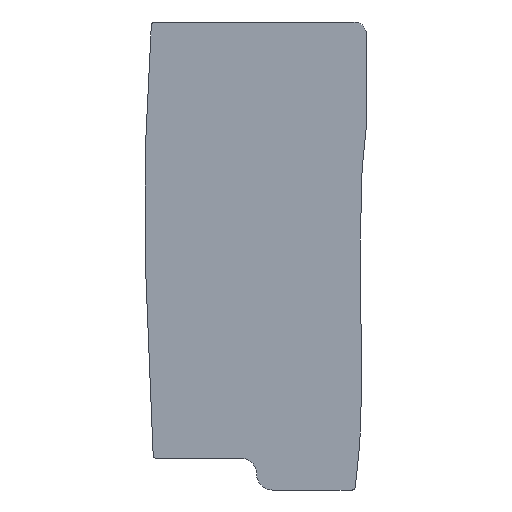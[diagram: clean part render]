
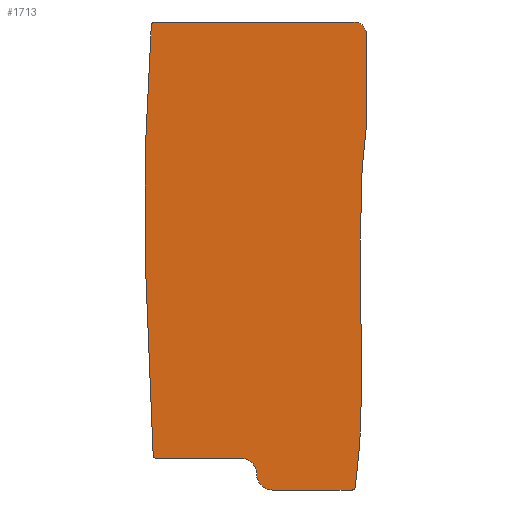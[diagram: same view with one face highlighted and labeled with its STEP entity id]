
A CAD part, front view. The second image highlights one B-rep face of the part: STEP entity #1713.
In plain terms, the highlighted planar face has unit normal (0, -1, 0).
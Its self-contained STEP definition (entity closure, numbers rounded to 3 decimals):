
#21=B_SPLINE_CURVE_WITH_KNOTS('',3,(#2861,#2862,#2863,#2864,#2865,#2866),
 .UNSPECIFIED.,.F.,.F.,(4,2,4),(-6.342,-5.026,-0.09),
 .UNSPECIFIED.);
#22=B_SPLINE_CURVE_WITH_KNOTS('',3,(#2873,#2874,#2875,#2876,#2877,#2878),
 .UNSPECIFIED.,.F.,.F.,(4,2,4),(-7.051,-3.468,-0.329),
 .UNSPECIFIED.);
#81=PLANE('',#1874);
#168=FACE_OUTER_BOUND('',#260,.T.);
#260=EDGE_LOOP('',(#1551,#1552,#1553,#1554,#1555,#1556,#1557,#1558,#1559,
#1560,#1561,#1562,#1563));
#332=LINE('',#2605,#520);
#392=LINE('',#2741,#580);
#448=LINE('',#2858,#636);
#449=LINE('',#2868,#637);
#450=LINE('',#2881,#638);
#520=VECTOR('',#2079,10.);
#580=VECTOR('',#2213,10.);
#636=VECTOR('',#2331,10.);
#637=VECTOR('',#2334,10.);
#638=VECTOR('',#2341,10.);
#682=CIRCLE('',#1804,2.48);
#683=CIRCLE('',#1807,2.48);
#692=CIRCLE('',#1872,0.5);
#693=CIRCLE('',#1875,2.);
#694=CIRCLE('',#1876,0.5);
#695=CIRCLE('',#1877,0.5);
#781=VERTEX_POINT('',#2598);
#782=VERTEX_POINT('',#2600);
#783=VERTEX_POINT('',#2604);
#784=VERTEX_POINT('',#2608);
#821=VERTEX_POINT('',#2738);
#822=VERTEX_POINT('',#2740);
#851=VERTEX_POINT('',#2852);
#852=VERTEX_POINT('',#2854);
#853=VERTEX_POINT('',#2860);
#854=VERTEX_POINT('',#2867);
#855=VERTEX_POINT('',#2870);
#856=VERTEX_POINT('',#2872);
#857=VERTEX_POINT('',#2879);
#965=EDGE_CURVE('',#781,#782,#682,.T.);
#967=EDGE_CURVE('',#782,#783,#332,.T.);
#969=EDGE_CURVE('',#783,#784,#683,.T.);
#1035=EDGE_CURVE('',#821,#822,#392,.T.);
#1091=EDGE_CURVE('',#851,#852,#692,.T.);
#1093=EDGE_CURVE('',#852,#781,#448,.T.);
#1094=EDGE_CURVE('',#853,#851,#21,.T.);
#1095=EDGE_CURVE('',#854,#853,#449,.T.);
#1096=EDGE_CURVE('',#822,#854,#693,.T.);
#1097=EDGE_CURVE('',#855,#821,#694,.T.);
#1098=EDGE_CURVE('',#856,#855,#22,.T.);
#1099=EDGE_CURVE('',#857,#856,#695,.T.);
#1100=EDGE_CURVE('',#784,#857,#450,.T.);
#1551=ORIENTED_EDGE('',*,*,#965,.F.);
#1552=ORIENTED_EDGE('',*,*,#1093,.F.);
#1553=ORIENTED_EDGE('',*,*,#1091,.F.);
#1554=ORIENTED_EDGE('',*,*,#1094,.F.);
#1555=ORIENTED_EDGE('',*,*,#1095,.F.);
#1556=ORIENTED_EDGE('',*,*,#1096,.F.);
#1557=ORIENTED_EDGE('',*,*,#1035,.F.);
#1558=ORIENTED_EDGE('',*,*,#1097,.F.);
#1559=ORIENTED_EDGE('',*,*,#1098,.F.);
#1560=ORIENTED_EDGE('',*,*,#1099,.F.);
#1561=ORIENTED_EDGE('',*,*,#1100,.F.);
#1562=ORIENTED_EDGE('',*,*,#969,.F.);
#1563=ORIENTED_EDGE('',*,*,#967,.F.);
#1713=ADVANCED_FACE('',(#168),#81,.T.);
#1804=AXIS2_PLACEMENT_3D('',#2601,#2074,#2075);
#1807=AXIS2_PLACEMENT_3D('',#2609,#2083,#2084);
#1872=AXIS2_PLACEMENT_3D('',#2855,#2326,#2327);
#1874=AXIS2_PLACEMENT_3D('',#2859,#2332,#2333);
#1875=AXIS2_PLACEMENT_3D('',#2869,#2335,#2336);
#1876=AXIS2_PLACEMENT_3D('',#2871,#2337,#2338);
#1877=AXIS2_PLACEMENT_3D('',#2880,#2339,#2340);
#2074=DIRECTION('center_axis',(0.,1.,0.));
#2075=DIRECTION('ref_axis',(-0.707,0.,-0.707));
#2079=DIRECTION('',(0.,0.,1.));
#2083=DIRECTION('center_axis',(0.,-1.,0.));
#2084=DIRECTION('ref_axis',(0.707,0.,0.707));
#2213=DIRECTION('',(1.,0.,0.));
#2326=DIRECTION('center_axis',(0.,1.,0.));
#2327=DIRECTION('ref_axis',(0.,0.,
-1.));
#2331=DIRECTION('',(-1.,0.,0.));
#2332=DIRECTION('center_axis',(0.,-1.,0.));
#2333=DIRECTION('ref_axis',(0.,0.,-1.));
#2334=DIRECTION('',(0.,0.,-1.));
#2335=DIRECTION('center_axis',(0.,1.,0.));
#2336=DIRECTION('ref_axis',(0.707,0.,0.707));
#2337=DIRECTION('center_axis',(0.,1.,0.));
#2338=DIRECTION('ref_axis',(0.,0.,1.));
#2339=DIRECTION('center_axis',(0.,1.,0.));
#2340=DIRECTION('ref_axis',(-0.998,0.,-0.061));
#2341=DIRECTION('',(-1.,0.,0.));
#2598=CARTESIAN_POINT('',(-14.887,0.,-74.));
#2600=CARTESIAN_POINT('',(-17.367,0.,-71.52));
#2601=CARTESIAN_POINT('Origin',(-14.887,0.,-71.52));
#2604=CARTESIAN_POINT('',(-17.367,0.,-71.48));
#2605=CARTESIAN_POINT('',(-17.367,0.,-74.));
#2608=CARTESIAN_POINT('',(-19.847,0.,-69.));
#2609=CARTESIAN_POINT('Origin',(-19.847,0.,-71.48));
#2738=CARTESIAN_POINT('',(-33.538,0.,0.));
#2740=CARTESIAN_POINT('',(-2.,0.,0.));
#2741=CARTESIAN_POINT('',(-34.,0.,0.));
#2852=CARTESIAN_POINT('',(-1.798,0.,-73.578));
#2854=CARTESIAN_POINT('',(-2.292,0.,-74.));
#2855=CARTESIAN_POINT('Origin',(-2.292,0.,
-73.5));
#2858=CARTESIAN_POINT('',(-1.867,0.,-74.));
#2859=CARTESIAN_POINT('Origin',(-16.814,0.,-35.712));
#2860=CARTESIAN_POINT('',(0.,0.,-16.231));
#2861=CARTESIAN_POINT('Ctrl Pts',(0.,0.,-16.231));
#2862=CARTESIAN_POINT('Ctrl Pts',(-0.766,0.,-20.644));
#2863=CARTESIAN_POINT('Ctrl Pts',(-0.918,0.,-27.654));
#2864=CARTESIAN_POINT('Ctrl Pts',(-1.105,0.,-46.533));
#2865=CARTESIAN_POINT('Ctrl Pts',(-0.093,0.,-62.799));
#2866=CARTESIAN_POINT('Ctrl Pts',(-1.798,0.,-73.578));
#2867=CARTESIAN_POINT('',(0.,0.,-2.));
#2868=CARTESIAN_POINT('',(0.,0.,0.));
#2869=CARTESIAN_POINT('Origin',(-2.,0.,-2.));
#2870=CARTESIAN_POINT('',(-34.037,0.,-0.461));
#2871=CARTESIAN_POINT('Origin',(-33.538,0.,
-0.5));
#2872=CARTESIAN_POINT('',(-33.747,0.,-68.53));
#2873=CARTESIAN_POINT('Ctrl Pts',(-33.747,0.,-68.53));
#2874=CARTESIAN_POINT('Ctrl Pts',(-34.475,0.,-56.552));
#2875=CARTESIAN_POINT('Ctrl Pts',(-34.969,0.,-44.272));
#2876=CARTESIAN_POINT('Ctrl Pts',(-35.111,0.,-21.853));
#2877=CARTESIAN_POINT('Ctrl Pts',(-34.861,0.,-10.92));
#2878=CARTESIAN_POINT('Ctrl Pts',(-34.037,0.,-0.461));
#2879=CARTESIAN_POINT('',(-33.248,0.,-69.));
#2880=CARTESIAN_POINT('Origin',(-33.248,0.,-68.5));
#2881=CARTESIAN_POINT('',(-17.367,0.,-69.));
